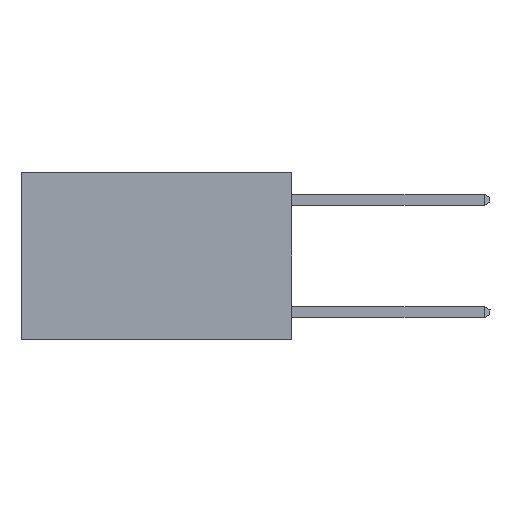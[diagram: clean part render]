
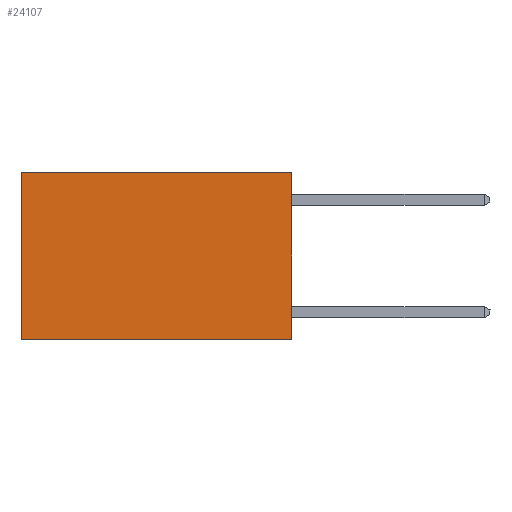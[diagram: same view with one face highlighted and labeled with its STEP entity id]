
A CAD part, left-side view. The second image highlights one B-rep face of the part: STEP entity #24107.
In plain terms, the highlighted planar face has unit normal (-1, 0, 0).
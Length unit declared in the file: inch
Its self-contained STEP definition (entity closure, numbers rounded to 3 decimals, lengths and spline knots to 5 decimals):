
#1337 = DIRECTION ( 'NONE',  ( 0., 1., 0. ) ) ;
#1576 = DIRECTION ( 'NONE',  ( 0., 0., -1. ) ) ;
#1786 = VERTEX_POINT ( 'NONE', #20853 ) ;
#3275 = DIRECTION ( 'NONE',  ( 0., 0., -1. ) ) ;
#3762 = CARTESIAN_POINT ( 'NONE',  ( 0.2625, 0., 0. ) ) ;
#3993 = CARTESIAN_POINT ( 'NONE',  ( 0.2625, 0., 0. ) ) ;
#4644 = VECTOR ( 'NONE', #6253, 39.37008 ) ;
#4783 = EDGE_CURVE ( 'NONE', #4895, #1786, #23717, .T. ) ;
#4813 = EDGE_LOOP ( 'NONE', ( #15226, #15348, #15435, #15723 ) ) ;
#4895 = VERTEX_POINT ( 'NONE', #3993 ) ;
#5360 = LINE ( 'NONE', #21421, #4644 ) ;
#6144 = VERTEX_POINT ( 'NONE', #10028 ) ;
#6253 = DIRECTION ( 'NONE',  ( 0., 1., 0. ) ) ;
#10028 = CARTESIAN_POINT ( 'NONE',  ( 0.2625, 0., -0.37 ) ) ;
#10511 = PLANE ( 'NONE',  #18704 ) ;
#11812 = LINE ( 'NONE', #16577, #22615 ) ;
#12699 = DIRECTION ( 'NONE',  ( 1., 0., 0. ) ) ;
#12860 = VECTOR ( 'NONE', #1576, 39.37008 ) ;
#12944 = VECTOR ( 'NONE', #1337, 39.37008 ) ;
#15226 = ORIENTED_EDGE ( 'NONE', *, *, #21669, .T. ) ;
#15348 = ORIENTED_EDGE ( 'NONE', *, *, #18899, .F. ) ;
#15435 = ORIENTED_EDGE ( 'NONE', *, *, #16789, .F. ) ;
#15723 = ORIENTED_EDGE ( 'NONE', *, *, #4783, .T. ) ;
#16577 = CARTESIAN_POINT ( 'NONE',  ( 0.2625, 0.6, 0. ) ) ;
#16789 = EDGE_CURVE ( 'NONE', #4895, #6144, #24272, .T. ) ;
#17033 = CARTESIAN_POINT ( 'NONE',  ( 0.2625, 0., 0. ) ) ;
#18704 = AXIS2_PLACEMENT_3D ( 'NONE', #3762, #12699, #27604 ) ;
#18899 = EDGE_CURVE ( 'NONE', #6144, #21169, #5360, .T. ) ;
#18984 = CARTESIAN_POINT ( 'NONE',  ( 0.2625, 0., 0. ) ) ;
#20853 = CARTESIAN_POINT ( 'NONE',  ( 0.2625, 0.6, 0. ) ) ;
#21169 = VERTEX_POINT ( 'NONE', #21580 ) ;
#21421 = CARTESIAN_POINT ( 'NONE',  ( 0.2625, 0., -0.37 ) ) ;
#21580 = CARTESIAN_POINT ( 'NONE',  ( 0.2625, 0.6, -0.37 ) ) ;
#21669 = EDGE_CURVE ( 'NONE', #1786, #21169, #11812, .T. ) ;
#22615 = VECTOR ( 'NONE', #3275, 39.37008 ) ;
#23717 = LINE ( 'NONE', #18984, #12944 ) ;
#24107 = ADVANCED_FACE ( 'NONE', ( #27713 ), #10511, .F. ) ;
#24272 = LINE ( 'NONE', #17033, #12860 ) ;
#27604 = DIRECTION ( 'NONE',  ( 0., 0., -1. ) ) ;
#27713 = FACE_OUTER_BOUND ( 'NONE', #4813, .T. ) ;
